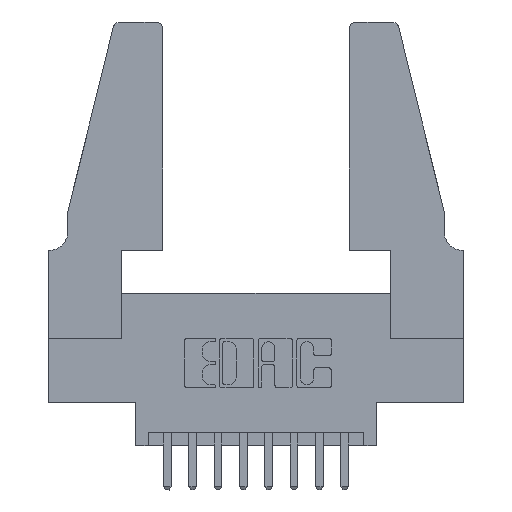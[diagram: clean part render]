
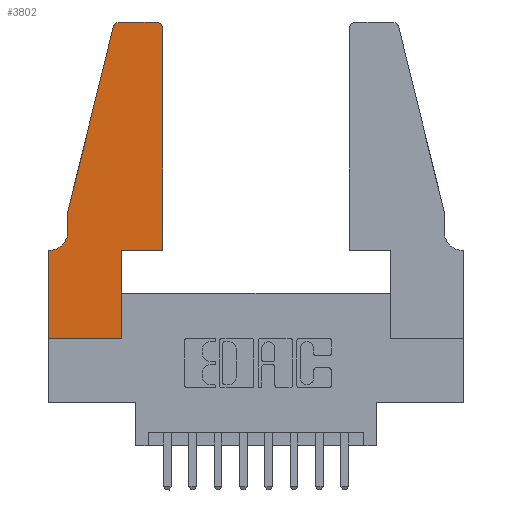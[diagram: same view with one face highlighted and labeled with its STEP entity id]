
A CAD part, top view. The second image highlights one B-rep face of the part: STEP entity #3802.
In plain terms, the highlighted planar face has unit normal (0, 0, 1).
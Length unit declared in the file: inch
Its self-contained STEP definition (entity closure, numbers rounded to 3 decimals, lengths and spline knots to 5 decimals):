
#907 = DIRECTION ( 'NONE',  ( 1., 0., 0. ) ) ;
#934 = VERTEX_POINT ( 'NONE', #2979 ) ;
#988 = VECTOR ( 'NONE', #6873, 39.37008 ) ;
#1033 = CARTESIAN_POINT ( 'NONE',  ( 0., 0., 0.37 ) ) ;
#1044 = VECTOR ( 'NONE', #7722, 39.37008 ) ;
#1209 = EDGE_CURVE ( 'NONE', #4305, #10635, #6550, .T. ) ;
#1319 = VECTOR ( 'NONE', #1533, 39.37008 ) ;
#1362 = LINE ( 'NONE', #6715, #1044 ) ;
#1386 = EDGE_CURVE ( 'NONE', #9970, #6577, #9731, .T. ) ;
#1397 = ORIENTED_EDGE ( 'NONE', *, *, #8106, .T. ) ;
#1432 = EDGE_CURVE ( 'NONE', #9426, #2763, #12127, .T. ) ;
#1451 = CARTESIAN_POINT ( 'NONE',  ( 0.0755, 0.42, 0.37 ) ) ;
#1533 = DIRECTION ( 'NONE',  ( 0., -1., 0. ) ) ;
#1544 = CARTESIAN_POINT ( 'NONE',  ( 0., 0., 0.37 ) ) ;
#1562 = CARTESIAN_POINT ( 'NONE',  ( 0.0755, 0.5, 0.37 ) ) ;
#1961 = ORIENTED_EDGE ( 'NONE', *, *, #10316, .T. ) ;
#2117 = CARTESIAN_POINT ( 'NONE',  ( 0.0055, 0.35, 0.37 ) ) ;
#2126 = ORIENTED_EDGE ( 'NONE', *, *, #5105, .T. ) ;
#2574 = DIRECTION ( 'NONE',  ( 0., 0., 1. ) ) ;
#2688 = DIRECTION ( 'NONE',  ( -1., 0., 0. ) ) ;
#2763 = VERTEX_POINT ( 'NONE', #11755 ) ;
#2979 = CARTESIAN_POINT ( 'NONE',  ( 0.4505, 0.35, 0.37 ) ) ;
#3277 = CARTESIAN_POINT ( 'NONE',  ( 0.4205, 1.22, 0.37 ) ) ;
#3290 = AXIS2_PLACEMENT_3D ( 'NONE', #3277, #10429, #4311 ) ;
#3392 = VECTOR ( 'NONE', #9759, 39.37008 ) ;
#3722 = LINE ( 'NONE', #13008, #988 ) ;
#3802 = ADVANCED_FACE ( 'NONE', ( #5999 ), #4533, .T. ) ;
#3945 = EDGE_CURVE ( 'NONE', #2763, #4305, #4378, .T. ) ;
#3986 = EDGE_CURVE ( 'NONE', #5143, #11326, #8848, .T. ) ;
#4191 = CARTESIAN_POINT ( 'NONE',  ( 0.284, 1.25, 0.37 ) ) ;
#4288 = VECTOR ( 'NONE', #2688, 39.37008 ) ;
#4305 = VERTEX_POINT ( 'NONE', #1451 ) ;
#4311 = DIRECTION ( 'NONE',  ( 1., 0., 0. ) ) ;
#4354 = DIRECTION ( 'NONE',  ( 1., 0., 0. ) ) ;
#4372 = CIRCLE ( 'NONE', #3290, 0.03 ) ;
#4378 = LINE ( 'NONE', #1562, #1319 ) ;
#4396 = DIRECTION ( 'NONE',  ( 0., 0., 1. ) ) ;
#4444 = CARTESIAN_POINT ( 'NONE',  ( 0., 0.35, 0.37 ) ) ;
#4533 = PLANE ( 'NONE',  #11923 ) ;
#4916 = CARTESIAN_POINT ( 'NONE',  ( 0.0755, 0.5, 0.37 ) ) ;
#5105 = EDGE_CURVE ( 'NONE', #934, #12913, #3722, .T. ) ;
#5143 = VERTEX_POINT ( 'NONE', #9945 ) ;
#5430 = ORIENTED_EDGE ( 'NONE', *, *, #6185, .T. ) ;
#5435 = CIRCLE ( 'NONE', #11072, 0.03 ) ;
#5461 = LINE ( 'NONE', #12420, #7846 ) ;
#5570 = EDGE_CURVE ( 'NONE', #11326, #12890, #11555, .T. ) ;
#5638 = DIRECTION ( 'NONE',  ( 0., -1., 0. ) ) ;
#5854 = ORIENTED_EDGE ( 'NONE', *, *, #1209, .T. ) ;
#5999 = FACE_OUTER_BOUND ( 'NONE', #9074, .T. ) ;
#6135 = CARTESIAN_POINT ( 'NONE',  ( 0., 0.35, 0.37 ) ) ;
#6154 = VECTOR ( 'NONE', #907, 39.37008 ) ;
#6185 = EDGE_CURVE ( 'NONE', #12627, #5143, #7149, .T. ) ;
#6228 = EDGE_CURVE ( 'NONE', #12890, #934, #1362, .T. ) ;
#6253 = ORIENTED_EDGE ( 'NONE', *, *, #9403, .T. ) ;
#6361 = ORIENTED_EDGE ( 'NONE', *, *, #3945, .T. ) ;
#6550 = CIRCLE ( 'NONE', #8459, 0.07 ) ;
#6577 = VERTEX_POINT ( 'NONE', #4191 ) ;
#6688 = ORIENTED_EDGE ( 'NONE', *, *, #3986, .T. ) ;
#6715 = CARTESIAN_POINT ( 'NONE',  ( 0.4505, 0.35, 0.37 ) ) ;
#6873 = DIRECTION ( 'NONE',  ( 0., 1., 0. ) ) ;
#7149 = LINE ( 'NONE', #1544, #11953 ) ;
#7392 = CARTESIAN_POINT ( 'NONE',  ( 0.4505, 1.22, 0.37 ) ) ;
#7541 = CARTESIAN_POINT ( 'NONE',  ( 0.2865, 0.35, 0.37 ) ) ;
#7722 = DIRECTION ( 'NONE',  ( 1., 0., 0. ) ) ;
#7846 = VECTOR ( 'NONE', #11389, 39.37008 ) ;
#8106 = EDGE_CURVE ( 'NONE', #12913, #9970, #4372, .T. ) ;
#8123 = CARTESIAN_POINT ( 'NONE',  ( 0.2605, 1.25, 0.37 ) ) ;
#8217 = CARTESIAN_POINT ( 'NONE',  ( 0.2865, 0., 0.37 ) ) ;
#8459 = AXIS2_PLACEMENT_3D ( 'NONE', #10215, #9671, #12876 ) ;
#8721 = CARTESIAN_POINT ( 'NONE',  ( 0.284, 1.22, 0.37 ) ) ;
#8848 = LINE ( 'NONE', #1033, #6154 ) ;
#9074 = EDGE_LOOP ( 'NONE', ( #12552, #1961, #9733, #6361, #5854, #6253, #5430, #6688, #13016, #10397, #2126, #1397 ) ) ;
#9082 = VECTOR ( 'NONE', #12037, 39.37008 ) ;
#9403 = EDGE_CURVE ( 'NONE', #10635, #12627, #5461, .T. ) ;
#9426 = VERTEX_POINT ( 'NONE', #10407 ) ;
#9671 = DIRECTION ( 'NONE',  ( 0., 0., -1. ) ) ;
#9731 = LINE ( 'NONE', #8123, #4288 ) ;
#9733 = ORIENTED_EDGE ( 'NONE', *, *, #1432, .T. ) ;
#9756 = DIRECTION ( 'NONE',  ( 1., 0., 0. ) ) ;
#9759 = DIRECTION ( 'NONE',  ( 0., 1., 0. ) ) ;
#9945 = CARTESIAN_POINT ( 'NONE',  ( 0., 0., 0.37 ) ) ;
#9970 = VERTEX_POINT ( 'NONE', #10028 ) ;
#10028 = CARTESIAN_POINT ( 'NONE',  ( 0.4205, 1.25, 0.37 ) ) ;
#10215 = CARTESIAN_POINT ( 'NONE',  ( 0.0055, 0.42, 0.37 ) ) ;
#10316 = EDGE_CURVE ( 'NONE', #6577, #9426, #5435, .T. ) ;
#10397 = ORIENTED_EDGE ( 'NONE', *, *, #6228, .T. ) ;
#10407 = CARTESIAN_POINT ( 'NONE',  ( 0.25487, 1.22718, 0.37 ) ) ;
#10429 = DIRECTION ( 'NONE',  ( 0., 0., 1. ) ) ;
#10635 = VERTEX_POINT ( 'NONE', #2117 ) ;
#11072 = AXIS2_PLACEMENT_3D ( 'NONE', #8721, #2574, #9756 ) ;
#11326 = VERTEX_POINT ( 'NONE', #8217 ) ;
#11389 = DIRECTION ( 'NONE',  ( -1., 0., 0. ) ) ;
#11555 = LINE ( 'NONE', #12855, #3392 ) ;
#11755 = CARTESIAN_POINT ( 'NONE',  ( 0.0755, 0.5, 0.37 ) ) ;
#11923 = AXIS2_PLACEMENT_3D ( 'NONE', #4444, #4396, #4354 ) ;
#11953 = VECTOR ( 'NONE', #5638, 39.37008 ) ;
#12037 = DIRECTION ( 'NONE',  ( -0.239, -0.971, 0. ) ) ;
#12127 = LINE ( 'NONE', #4916, #9082 ) ;
#12420 = CARTESIAN_POINT ( 'NONE',  ( 0.0755, 0.35, 0.37 ) ) ;
#12552 = ORIENTED_EDGE ( 'NONE', *, *, #1386, .T. ) ;
#12627 = VERTEX_POINT ( 'NONE', #6135 ) ;
#12855 = CARTESIAN_POINT ( 'NONE',  ( 0.2865, 0.35, 0.37 ) ) ;
#12876 = DIRECTION ( 'NONE',  ( -1., 0., 0. ) ) ;
#12890 = VERTEX_POINT ( 'NONE', #7541 ) ;
#12913 = VERTEX_POINT ( 'NONE', #7392 ) ;
#13008 = CARTESIAN_POINT ( 'NONE',  ( 0.4505, 0.35, 0.37 ) ) ;
#13016 = ORIENTED_EDGE ( 'NONE', *, *, #5570, .T. ) ;
